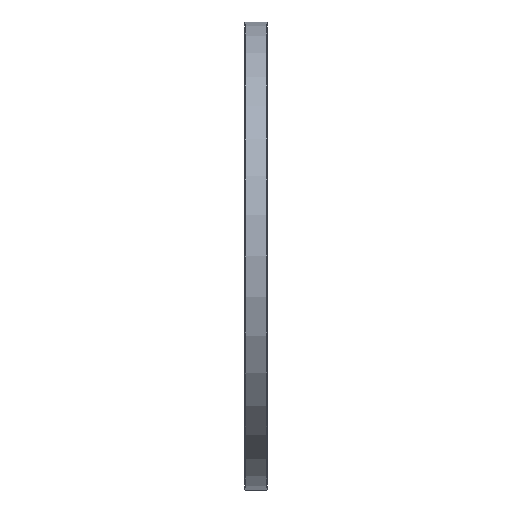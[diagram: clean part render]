
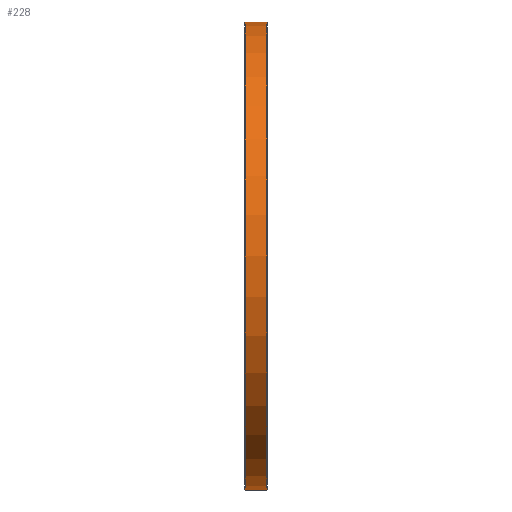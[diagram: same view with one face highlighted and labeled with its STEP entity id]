
A CAD part, left-side view. The second image highlights one B-rep face of the part: STEP entity #228.
In plain terms, the highlighted cylindrical face has radius 212.5 mm (diameter 425 mm), a partial arc.
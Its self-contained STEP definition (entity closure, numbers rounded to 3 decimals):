
#45 = DIRECTION ( 'NONE',  ( 0., 0., 1. ) ) ;
#58 = DIRECTION ( 'NONE',  ( 0., -1., 0. ) ) ;
#71 = CARTESIAN_POINT ( 'NONE',  ( 0., 19.6, 0. ) ) ;
#172 = CARTESIAN_POINT ( 'NONE',  ( 0., 19.6, -212.5 ) ) ;
#228 = ADVANCED_FACE ( 'NONE', ( #1075 ), #1012, .T. ) ;
#370 = CARTESIAN_POINT ( 'NONE',  ( 0., 0.4, 212.5 ) ) ;
#388 = VERTEX_POINT ( 'NONE', #893 ) ;
#442 = ORIENTED_EDGE ( 'NONE', *, *, #830, .T. ) ;
#658 = ORIENTED_EDGE ( 'NONE', *, *, #1729, .T. ) ;
#688 = EDGE_CURVE ( 'NONE', #2153, #1664, #2204, .T. ) ;
#761 = CARTESIAN_POINT ( 'NONE',  ( 0., 0.4, 0. ) ) ;
#830 = EDGE_CURVE ( 'NONE', #2047, #388, #909, .T. ) ;
#852 = DIRECTION ( 'NONE',  ( 0., 1., 0. ) ) ;
#893 = CARTESIAN_POINT ( 'NONE',  ( 0., 0.4, -212.5 ) ) ;
#909 = LINE ( 'NONE', #1636, #954 ) ;
#954 = VECTOR ( 'NONE', #1634, 1000. ) ;
#1012 = CYLINDRICAL_SURFACE ( 'NONE', #1677, 212.5 ) ;
#1075 = FACE_OUTER_BOUND ( 'NONE', #1349, .T. ) ;
#1287 = ORIENTED_EDGE ( 'NONE', *, *, #1952, .T. ) ;
#1349 = EDGE_LOOP ( 'NONE', ( #1536, #658, #442, #1287 ) ) ;
#1435 = CIRCLE ( 'NONE', #2014, 212.5 ) ;
#1536 = ORIENTED_EDGE ( 'NONE', *, *, #688, .F. ) ;
#1610 = DIRECTION ( 'NONE',  ( 0., -1., 0. ) ) ;
#1624 = CARTESIAN_POINT ( 'NONE',  ( 0., 20., 0. ) ) ;
#1634 = DIRECTION ( 'NONE',  ( 0., -1., 0. ) ) ;
#1636 = CARTESIAN_POINT ( 'NONE',  ( 0., 20., -212.5 ) ) ;
#1640 = DIRECTION ( 'NONE',  ( 0., 0., -1. ) ) ;
#1664 = VERTEX_POINT ( 'NONE', #370 ) ;
#1677 = AXIS2_PLACEMENT_3D ( 'NONE', #1624, #1610, #1640 ) ;
#1729 = EDGE_CURVE ( 'NONE', #2153, #2047, #1435, .T. ) ;
#1897 = VECTOR ( 'NONE', #2391, 1000. ) ;
#1917 = CIRCLE ( 'NONE', #2145, 212.5 ) ;
#1952 = EDGE_CURVE ( 'NONE', #388, #1664, #1917, .T. ) ;
#1966 = DIRECTION ( 'NONE',  ( 0., 0., 1. ) ) ;
#2014 = AXIS2_PLACEMENT_3D ( 'NONE', #71, #58, #45 ) ;
#2047 = VERTEX_POINT ( 'NONE', #172 ) ;
#2145 = AXIS2_PLACEMENT_3D ( 'NONE', #761, #852, #1966 ) ;
#2153 = VERTEX_POINT ( 'NONE', #2354 ) ;
#2204 = LINE ( 'NONE', #2328, #1897 ) ;
#2328 = CARTESIAN_POINT ( 'NONE',  ( 0., 20., 212.5 ) ) ;
#2354 = CARTESIAN_POINT ( 'NONE',  ( 0., 19.6, 212.5 ) ) ;
#2391 = DIRECTION ( 'NONE',  ( 0., -1., 0. ) ) ;
